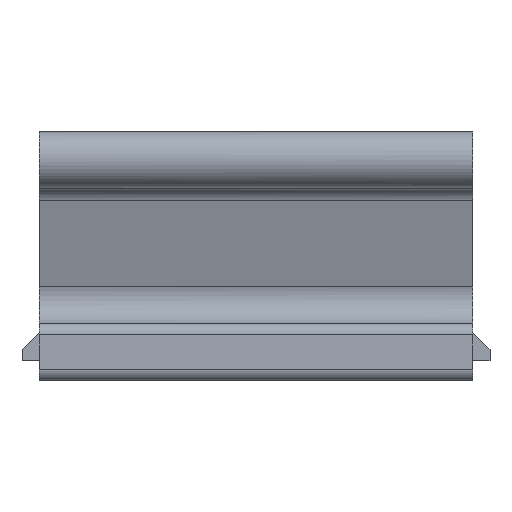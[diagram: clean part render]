
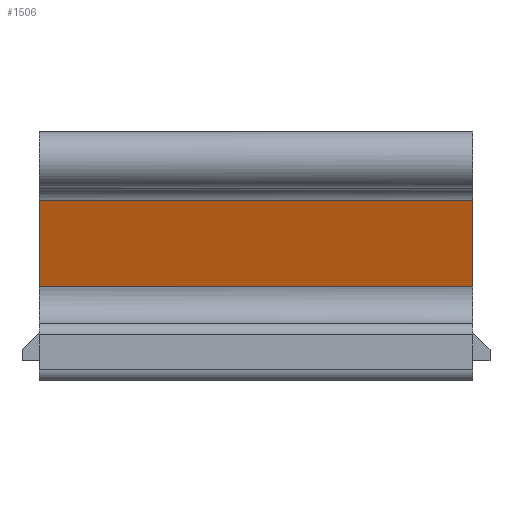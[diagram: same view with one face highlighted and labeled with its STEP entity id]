
A CAD part, left-side view. The second image highlights one B-rep face of the part: STEP entity #1506.
In plain terms, the highlighted planar face has unit normal (-0.956, 0, -0.292).
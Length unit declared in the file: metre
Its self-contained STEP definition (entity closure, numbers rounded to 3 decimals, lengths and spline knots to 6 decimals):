
#46=DIRECTION('',(0.292,0.,-0.956));
#47=VECTOR('',#46,0.00158);
#48=CARTESIAN_POINT('',(-0.046088,0.0252,0.000974));
#49=LINE('',#48,#47);
#55=CARTESIAN_POINT('',(-0.046088,0.0252,0.000974));
#191=DIRECTION('',(0.,1.,0.));
#192=VECTOR('',#191,0.0076);
#193=CARTESIAN_POINT('',(-0.045626,0.0252,-0.000537));
#194=LINE('',#193,#192);
#258=DIRECTION('',(-0.292,0.,0.956));
#259=VECTOR('',#258,0.00158);
#260=CARTESIAN_POINT('',(-0.045626,0.0328,-0.000537));
#261=LINE('',#260,#259);
#571=DIRECTION('',(0.,-1.,0.));
#572=VECTOR('',#571,0.0076);
#573=CARTESIAN_POINT('',(-0.046088,0.0328,0.000974));
#574=LINE('',#573,#572);
#627=CARTESIAN_POINT('',(-0.045626,0.0252,-0.000537));
#629=VERTEX_POINT('',#627);
#702=VERTEX_POINT('',#55);
#755=CARTESIAN_POINT('',(-0.045626,0.0328,-0.000537));
#756=VERTEX_POINT('',#755);
#757=CARTESIAN_POINT('',(-0.046088,0.0328,0.000974));
#758=VERTEX_POINT('',#757);
#1495=CARTESIAN_POINT('',(-0.045626,0.0252,-0.000537));
#1496=DIRECTION('',(0.956,0.,0.292));
#1497=DIRECTION('',(0.292,0.,-0.956));
#1498=AXIS2_PLACEMENT_3D('',#1495,#1496,#1497);
#1499=PLANE('',#1498);
#1500=ORIENTED_EDGE('',*,*,#988,.T.);
#1501=ORIENTED_EDGE('',*,*,#1490,.T.);
#1502=ORIENTED_EDGE('',*,*,#857,.T.);
#1503=ORIENTED_EDGE('',*,*,#952,.T.);
#1504=EDGE_LOOP('',(#1500,#1501,#1502,#1503));
#1505=FACE_OUTER_BOUND('',#1504,.F.);
#857=EDGE_CURVE('',#702,#629,#49,.T.);
#952=EDGE_CURVE('',#629,#756,#194,.T.);
#988=EDGE_CURVE('',#756,#758,#261,.T.);
#1490=EDGE_CURVE('',#758,#702,#574,.T.);
#1506=ADVANCED_FACE('',(#1505),#1499,.F.);
